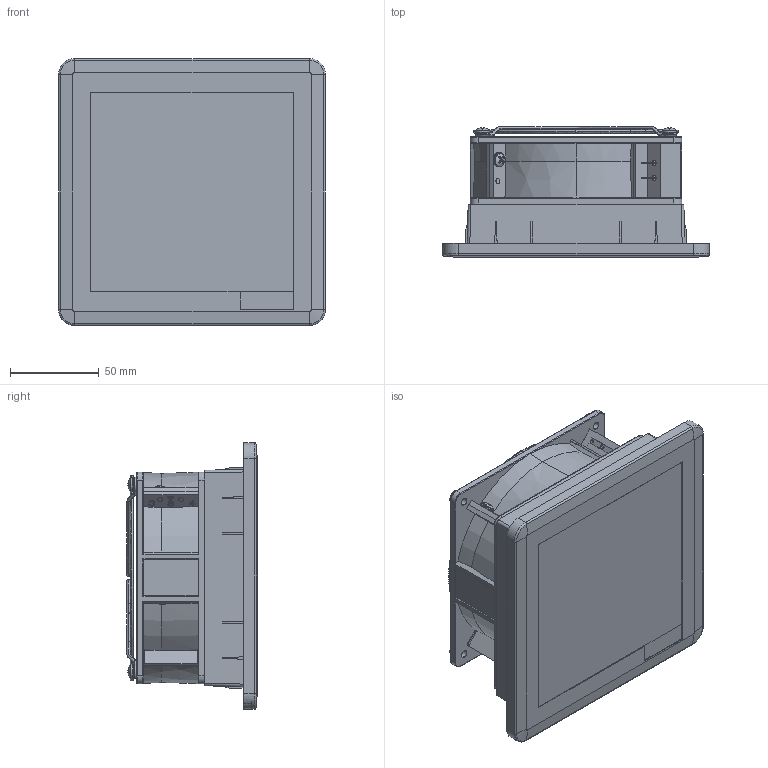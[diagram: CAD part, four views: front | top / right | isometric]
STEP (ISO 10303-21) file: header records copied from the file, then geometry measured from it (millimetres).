
FILE_DESCRIPTION (( 'STEP AP214' ), '1' );
FILE_NAME ('FF12A230UF.STEP', '2022-07-27T12:31:56', ( '' ), ( '' ), 'SwSTEP 2.0', 'SolidWorks 2021', '' );
FILE_SCHEMA (( 'AUTOMOTIVE_DESIGN' ));
Length unit declared in the file: inch
Products named in the file (1): FF12A230UF
Bounding box: 150 x 73.2 x 150 mm (x, y, z)
Volume: 937527.7 mm3; surface area: 103857.5 mm2
Topology: 17 solids, 17 shells, 1232 faces, 3481 edges, 2321 vertices
Faces by surface type: plane 946, bspline 123, cylinder 105, cone 58
Entity records: 64016 total; most frequent: CARTESIAN_POINT 33094, ORIENTED_EDGE 6962, DIRECTION 5477, EDGE_CURVE 3481, VECTOR 2597, LINE 2597, VERTEX_POINT 2321, AXIS2_PLACEMENT_3D 1440
